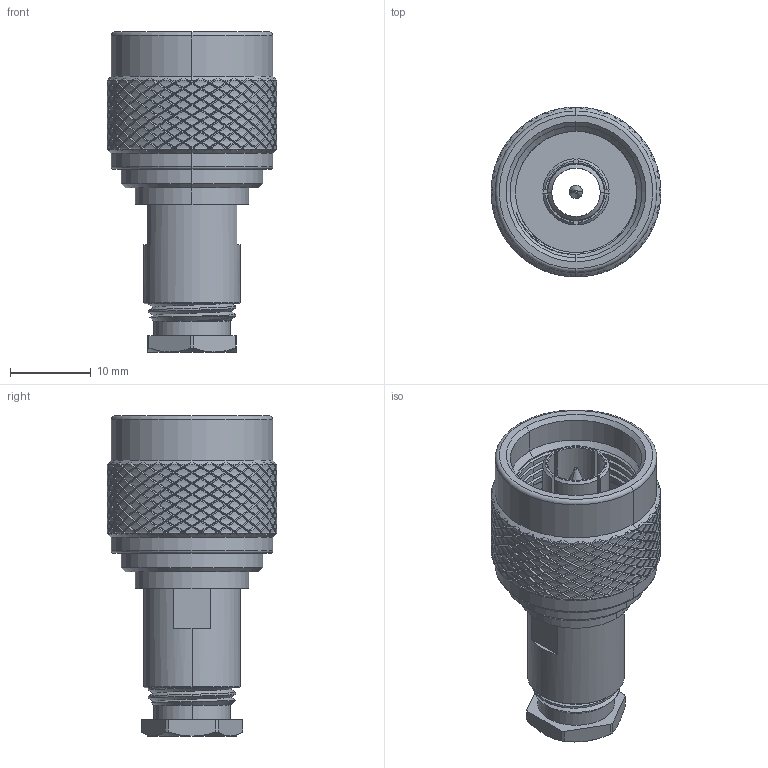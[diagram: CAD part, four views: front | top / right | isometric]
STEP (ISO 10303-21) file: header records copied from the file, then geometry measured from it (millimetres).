
FILE_DESCRIPTION (( 'STEP AP214' ), '1' );
FILE_NAME ('25-001-B3-AH.STEP', '2024-10-31T09:49:30', ( '' ), ( '' ), 'SwSTEP 2.0', 'SolidWorks 2024', '' );
FILE_SCHEMA (( 'AUTOMOTIVE_DESIGN' ));
Length unit declared in the file: millimetre
Products named in the file (1): 25-001-B3-AH
Bounding box: 21 x 21 x 39.6 mm (x, y, z)
Surface area: 4774 mm2 (no closed solid volume)
Topology: 0 solids, 9 shells, 2266 faces, 5198 edges, 2922 vertices
Faces by surface type: bspline 1684, cylinder 494, cone 43, plane 39, torus 4, sphere 2
Entity records: 116378 total; most frequent: CARTESIAN_POINT 85847, ORIENTED_EDGE 9902, EDGE_CURVE 5198, VERTEX_POINT 2922, EDGE_LOOP 2275, FACE_OUTER_BOUND 2266, ADVANCED_FACE 2266, DIRECTION 2101
